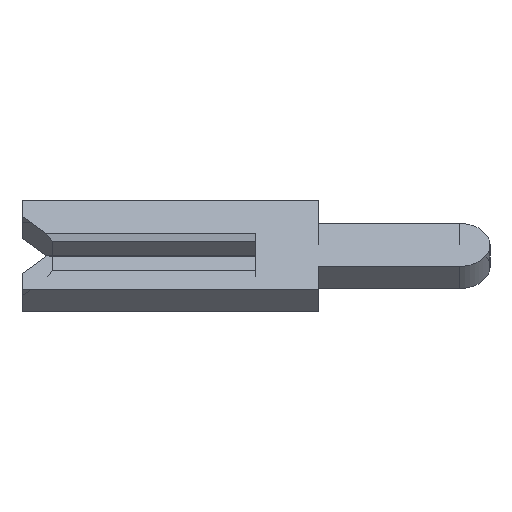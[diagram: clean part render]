
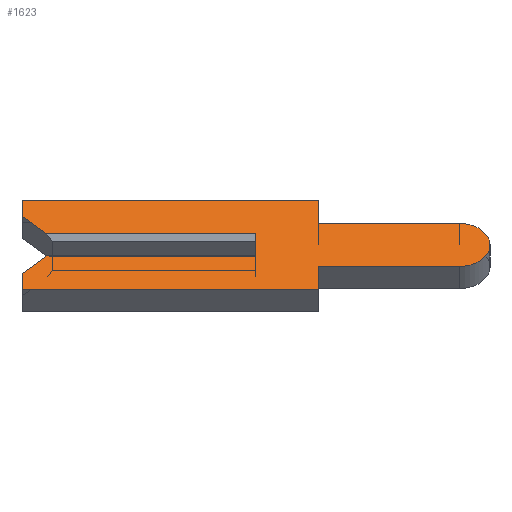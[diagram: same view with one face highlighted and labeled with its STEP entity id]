
A CAD part, left-side view. The second image highlights one B-rep face of the part: STEP entity #1623.
In plain terms, the highlighted face is planar.
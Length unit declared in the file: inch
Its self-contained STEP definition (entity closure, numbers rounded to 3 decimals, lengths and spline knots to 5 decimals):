
#28 = LINE ( 'NONE', #2254, #2267 ) ;
#116 = VECTOR ( 'NONE', #370, 39.37008 ) ;
#146 = CARTESIAN_POINT ( 'NONE',  ( -0.01, -0.1305, 0. ) ) ;
#157 = EDGE_CURVE ( 'NONE', #1184, #2731, #775, .T. ) ;
#166 = CARTESIAN_POINT ( 'NONE',  ( -0.01, 0.15, -0.04 ) ) ;
#178 = CARTESIAN_POINT ( 'NONE',  ( -0.01, 0.15, -0.04 ) ) ;
#217 = DIRECTION ( 'NONE',  ( 0., -1., 0. ) ) ;
#264 = CARTESIAN_POINT ( 'NONE',  ( -0.01, -0.04, -0.0195 ) ) ;
#295 = LINE ( 'NONE', #841, #116 ) ;
#323 = EDGE_CURVE ( 'NONE', #1949, #1184, #881, .T. ) ;
#343 = EDGE_CURVE ( 'NONE', #2089, #883, #2049, .T. ) ;
#370 = DIRECTION ( 'NONE',  ( 0., 0., -1. ) ) ;
#371 = LINE ( 'NONE', #2651, #2307 ) ;
#405 = VERTEX_POINT ( 'NONE', #2616 ) ;
#480 = ORIENTED_EDGE ( 'NONE', *, *, #638, .F. ) ;
#483 = CARTESIAN_POINT ( 'NONE',  ( -0.01, 0.1305, -0.0065 ) ) ;
#559 = VERTEX_POINT ( 'NONE', #1204 ) ;
#599 = DIRECTION ( 'NONE',  ( 0., 0.707, 0.707 ) ) ;
#601 = VERTEX_POINT ( 'NONE', #2384 ) ;
#629 = LINE ( 'NONE', #1935, #2421 ) ;
#638 = EDGE_CURVE ( 'NONE', #781, #559, #1333, .T. ) ;
#657 = LINE ( 'NONE', #1358, #1435 ) ;
#662 = ORIENTED_EDGE ( 'NONE', *, *, #157, .F. ) ;
#693 = VECTOR ( 'NONE', #3006, 39.37008 ) ;
#694 = VERTEX_POINT ( 'NONE', #2374 ) ;
#732 = EDGE_CURVE ( 'NONE', #2731, #601, #371, .T. ) ;
#741 = ORIENTED_EDGE ( 'NONE', *, *, #1726, .F. ) ;
#761 = EDGE_CURVE ( 'NONE', #2615, #781, #2496, .T. ) ;
#775 = LINE ( 'NONE', #2071, #1903 ) ;
#781 = VERTEX_POINT ( 'NONE', #1253 ) ;
#841 = CARTESIAN_POINT ( 'NONE',  ( -0.01, -0.04, 0.04 ) ) ;
#881 = LINE ( 'NONE', #483, #2691 ) ;
#883 = VERTEX_POINT ( 'NONE', #2894 ) ;
#919 = ORIENTED_EDGE ( 'NONE', *, *, #343, .F. ) ;
#956 = FACE_OUTER_BOUND ( 'NONE', #2504, .T. ) ;
#982 = CARTESIAN_POINT ( 'NONE',  ( -0.01, 0.134, -0.01 ) ) ;
#1037 = ORIENTED_EDGE ( 'NONE', *, *, #732, .F. ) ;
#1062 = LINE ( 'NONE', #1386, #1732 ) ;
#1075 = CARTESIAN_POINT ( 'NONE',  ( -0.01, 0.15, 0.04 ) ) ;
#1081 = PLANE ( 'NONE',  #1527 ) ;
#1095 = DIRECTION ( 'NONE',  ( 0., 0., 1. ) ) ;
#1099 = VECTOR ( 'NONE', #2481, 39.37008 ) ;
#1114 = DIRECTION ( 'NONE',  ( 0., 0., -1. ) ) ;
#1132 = EDGE_CURVE ( 'NONE', #694, #405, #629, .T. ) ;
#1174 = DIRECTION ( 'NONE',  ( 0., 1., 0. ) ) ;
#1184 = VERTEX_POINT ( 'NONE', #982 ) ;
#1204 = CARTESIAN_POINT ( 'NONE',  ( -0.01, -0.04, -0.04 ) ) ;
#1230 = ORIENTED_EDGE ( 'NONE', *, *, #2956, .T. ) ;
#1253 = CARTESIAN_POINT ( 'NONE',  ( -0.01, -0.04, -0.0195 ) ) ;
#1302 = EDGE_CURVE ( 'NONE', #883, #2536, #295, .T. ) ;
#1324 = DIRECTION ( 'NONE',  ( 1., 0., 0. ) ) ;
#1333 = LINE ( 'NONE', #1438, #693 ) ;
#1337 = ORIENTED_EDGE ( 'NONE', *, *, #2505, .F. ) ;
#1358 = CARTESIAN_POINT ( 'NONE',  ( -0.01, 0.15, -0.026 ) ) ;
#1386 = CARTESIAN_POINT ( 'NONE',  ( -0.01, 0.15, 0.01 ) ) ;
#1398 = VECTOR ( 'NONE', #2850, 39.37008 ) ;
#1435 = VECTOR ( 'NONE', #1095, 39.37008 ) ;
#1438 = CARTESIAN_POINT ( 'NONE',  ( -0.01, -0.04, -0.04 ) ) ;
#1477 = VERTEX_POINT ( 'NONE', #166 ) ;
#1508 = CIRCLE ( 'NONE', #2202, 0.0195 ) ;
#1527 = AXIS2_PLACEMENT_3D ( 'NONE', #1550, #1324, #2243 ) ;
#1548 = ORIENTED_EDGE ( 'NONE', *, *, #1950, .F. ) ;
#1550 = CARTESIAN_POINT ( 'NONE',  ( -0.01, -0.1305, 0. ) ) ;
#1616 = VECTOR ( 'NONE', #2573, 39.37008 ) ;
#1623 = ADVANCED_FACE ( 'NONE', ( #956 ), #1081, .F. ) ;
#1726 = EDGE_CURVE ( 'NONE', #2234, #2615, #1508, .T. ) ;
#1732 = VECTOR ( 'NONE', #217, 39.37008 ) ;
#1903 = VECTOR ( 'NONE', #2788, 39.37008 ) ;
#1924 = CARTESIAN_POINT ( 'NONE',  ( -0.01, 0.15, 0.026 ) ) ;
#1932 = EDGE_CURVE ( 'NONE', #559, #1477, #2760, .T. ) ;
#1935 = CARTESIAN_POINT ( 'NONE',  ( -0.01, 0.1305, 0.0065 ) ) ;
#1949 = VERTEX_POINT ( 'NONE', #2766 ) ;
#1950 = EDGE_CURVE ( 'NONE', #2536, #2234, #28, .T. ) ;
#2018 = ORIENTED_EDGE ( 'NONE', *, *, #1932, .F. ) ;
#2040 = DIRECTION ( 'NONE',  ( 0., -1., 0. ) ) ;
#2049 = LINE ( 'NONE', #2605, #1398 ) ;
#2071 = CARTESIAN_POINT ( 'NONE',  ( -0.01, -0.1305, -0.01 ) ) ;
#2079 = CARTESIAN_POINT ( 'NONE',  ( -0.01, 0., -0.01 ) ) ;
#2080 = LINE ( 'NONE', #1924, #1616 ) ;
#2089 = VERTEX_POINT ( 'NONE', #1075 ) ;
#2098 = EDGE_CURVE ( 'NONE', #1477, #1949, #657, .T. ) ;
#2143 = DIRECTION ( 'NONE',  ( 0., -0.707, 0.707 ) ) ;
#2161 = ORIENTED_EDGE ( 'NONE', *, *, #2098, .F. ) ;
#2202 = AXIS2_PLACEMENT_3D ( 'NONE', #146, #2736, #1114 ) ;
#2228 = DIRECTION ( 'NONE',  ( 0., 0., 1. ) ) ;
#2234 = VERTEX_POINT ( 'NONE', #2775 ) ;
#2243 = DIRECTION ( 'NONE',  ( 0., 0., -1. ) ) ;
#2254 = CARTESIAN_POINT ( 'NONE',  ( -0.01, -0.04, 0.0195 ) ) ;
#2267 = VECTOR ( 'NONE', #2040, 39.37008 ) ;
#2307 = VECTOR ( 'NONE', #2228, 39.37008 ) ;
#2325 = CARTESIAN_POINT ( 'NONE',  ( -0.01, -0.04, 0.0195 ) ) ;
#2374 = CARTESIAN_POINT ( 'NONE',  ( -0.01, 0.134, 0.01 ) ) ;
#2384 = CARTESIAN_POINT ( 'NONE',  ( -0.01, 0., 0.01 ) ) ;
#2396 = CARTESIAN_POINT ( 'NONE',  ( -0.01, -0.1305, -0.0195 ) ) ;
#2421 = VECTOR ( 'NONE', #599, 39.37008 ) ;
#2481 = DIRECTION ( 'NONE',  ( 0., 1., 0. ) ) ;
#2496 = LINE ( 'NONE', #264, #2534 ) ;
#2504 = EDGE_LOOP ( 'NONE', ( #1230, #1037, #662, #2657, #2161, #2018, #480, #2655, #741, #1548, #2694, #919, #1337, #2844 ) ) ;
#2505 = EDGE_CURVE ( 'NONE', #405, #2089, #2080, .T. ) ;
#2534 = VECTOR ( 'NONE', #1174, 39.37008 ) ;
#2536 = VERTEX_POINT ( 'NONE', #2325 ) ;
#2573 = DIRECTION ( 'NONE',  ( 0., 0., 1. ) ) ;
#2605 = CARTESIAN_POINT ( 'NONE',  ( -0.01, 0.15, 0.04 ) ) ;
#2615 = VERTEX_POINT ( 'NONE', #2396 ) ;
#2616 = CARTESIAN_POINT ( 'NONE',  ( -0.01, 0.15, 0.026 ) ) ;
#2651 = CARTESIAN_POINT ( 'NONE',  ( -0.01, 0., 0.0065 ) ) ;
#2655 = ORIENTED_EDGE ( 'NONE', *, *, #761, .F. ) ;
#2657 = ORIENTED_EDGE ( 'NONE', *, *, #323, .F. ) ;
#2691 = VECTOR ( 'NONE', #2143, 39.37008 ) ;
#2694 = ORIENTED_EDGE ( 'NONE', *, *, #1302, .F. ) ;
#2731 = VERTEX_POINT ( 'NONE', #2079 ) ;
#2736 = DIRECTION ( 'NONE',  ( 1., 0., 0. ) ) ;
#2760 = LINE ( 'NONE', #178, #1099 ) ;
#2766 = CARTESIAN_POINT ( 'NONE',  ( -0.01, 0.15, -0.026 ) ) ;
#2775 = CARTESIAN_POINT ( 'NONE',  ( -0.01, -0.1305, 0.0195 ) ) ;
#2788 = DIRECTION ( 'NONE',  ( 0., -1., 0. ) ) ;
#2844 = ORIENTED_EDGE ( 'NONE', *, *, #1132, .F. ) ;
#2850 = DIRECTION ( 'NONE',  ( 0., -1., 0. ) ) ;
#2894 = CARTESIAN_POINT ( 'NONE',  ( -0.01, -0.04, 0.04 ) ) ;
#2956 = EDGE_CURVE ( 'NONE', #694, #601, #1062, .T. ) ;
#3006 = DIRECTION ( 'NONE',  ( 0., 0., -1. ) ) ;
